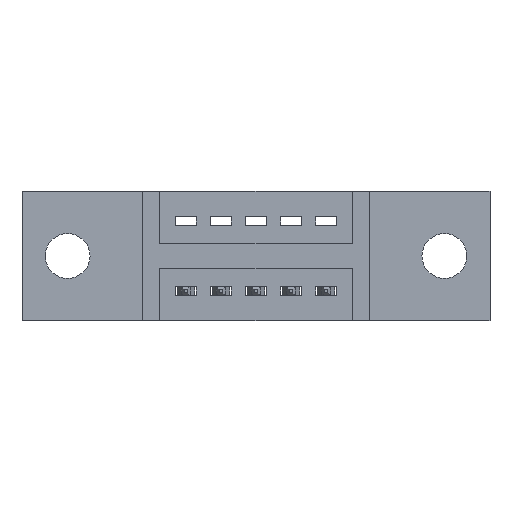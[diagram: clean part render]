
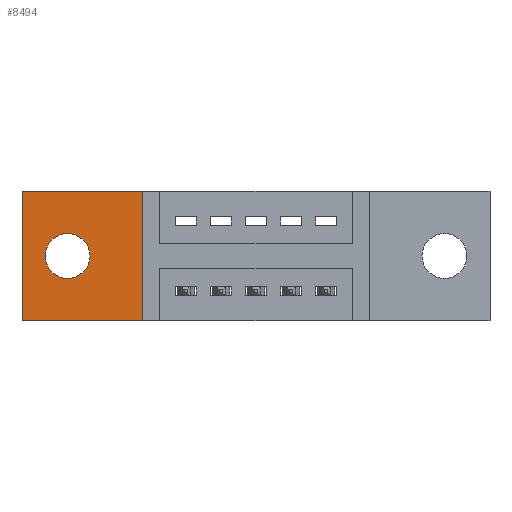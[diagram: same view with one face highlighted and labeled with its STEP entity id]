
A CAD part, front view. The second image highlights one B-rep face of the part: STEP entity #8494.
In plain terms, the highlighted planar face has unit normal (0, -1, 0).
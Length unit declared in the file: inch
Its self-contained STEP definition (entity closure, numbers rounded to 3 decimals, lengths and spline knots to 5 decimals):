
#24 = EDGE_CURVE ( 'NONE', #5847, #5877, #198, .T. ) ;
#198 = LINE ( 'NONE', #4055, #628 ) ;
#386 = EDGE_CURVE ( 'NONE', #3881, #8622, #2646, .T. ) ;
#419 = ORIENTED_EDGE ( 'NONE', *, *, #2465, .T. ) ;
#449 = DIRECTION ( 'NONE',  ( -1., 0., 0. ) ) ;
#579 = FACE_BOUND ( 'NONE', #8047, .T. ) ;
#608 = CIRCLE ( 'NONE', #1591, 0.064 ) ;
#628 = VECTOR ( 'NONE', #1319, 39.37008 ) ;
#691 = EDGE_LOOP ( 'NONE', ( #7408, #1162, #7120, #419 ) ) ;
#707 = DIRECTION ( 'NONE',  ( 0., -1., 0. ) ) ;
#750 = CARTESIAN_POINT ( 'NONE',  ( 0.13, 0.11, -0.185 ) ) ;
#1162 = ORIENTED_EDGE ( 'NONE', *, *, #24, .T. ) ;
#1319 = DIRECTION ( 'NONE',  ( 1., 0., 0. ) ) ;
#1435 = EDGE_CURVE ( 'NONE', #5360, #5847, #4473, .T. ) ;
#1591 = AXIS2_PLACEMENT_3D ( 'NONE', #750, #7025, #5672 ) ;
#1965 = EDGE_CURVE ( 'NONE', #5877, #8253, #8623, .T. ) ;
#2046 = CARTESIAN_POINT ( 'NONE',  ( 0.3425, 0.11, 0. ) ) ;
#2465 = EDGE_CURVE ( 'NONE', #8253, #5360, #6924, .T. ) ;
#2646 = CIRCLE ( 'NONE', #3141, 0.064 ) ;
#2656 = DIRECTION ( 'NONE',  ( 0., -1., 0. ) ) ;
#2749 = CARTESIAN_POINT ( 'NONE',  ( 0., 0.11, -0.37 ) ) ;
#3133 = CARTESIAN_POINT ( 'NONE',  ( 0.13, 0.11, -0.249 ) ) ;
#3141 = AXIS2_PLACEMENT_3D ( 'NONE', #4787, #707, #6875 ) ;
#3479 = VECTOR ( 'NONE', #3939, 39.37008 ) ;
#3881 = VERTEX_POINT ( 'NONE', #3133 ) ;
#3939 = DIRECTION ( 'NONE',  ( 0., 0., 1. ) ) ;
#4055 = CARTESIAN_POINT ( 'NONE',  ( 0., 0.11, -0.37 ) ) ;
#4060 = DIRECTION ( 'NONE',  ( 0., 0., -1. ) ) ;
#4117 = VECTOR ( 'NONE', #449, 39.37008 ) ;
#4473 = LINE ( 'NONE', #7531, #8436 ) ;
#4668 = DIRECTION ( 'NONE',  ( 0., 0., -1. ) ) ;
#4787 = CARTESIAN_POINT ( 'NONE',  ( 0.13, 0.11, -0.185 ) ) ;
#5100 = FACE_OUTER_BOUND ( 'NONE', #691, .T. ) ;
#5180 = CARTESIAN_POINT ( 'NONE',  ( 0., 0.11, 0. ) ) ;
#5198 = AXIS2_PLACEMENT_3D ( 'NONE', #2749, #2656, #4060 ) ;
#5360 = VERTEX_POINT ( 'NONE', #7975 ) ;
#5508 = PLANE ( 'NONE',  #5198 ) ;
#5672 = DIRECTION ( 'NONE',  ( 0., 0., -1. ) ) ;
#5847 = VERTEX_POINT ( 'NONE', #7974 ) ;
#5877 = VERTEX_POINT ( 'NONE', #6000 ) ;
#6000 = CARTESIAN_POINT ( 'NONE',  ( 0.3425, 0.11, -0.37 ) ) ;
#6156 = ORIENTED_EDGE ( 'NONE', *, *, #8825, .F. ) ;
#6665 = CARTESIAN_POINT ( 'NONE',  ( 0.3425, 0.11, 0. ) ) ;
#6875 = DIRECTION ( 'NONE',  ( 0., 0., -1. ) ) ;
#6924 = LINE ( 'NONE', #5180, #4117 ) ;
#7025 = DIRECTION ( 'NONE',  ( 0., -1., 0. ) ) ;
#7120 = ORIENTED_EDGE ( 'NONE', *, *, #1965, .T. ) ;
#7237 = CARTESIAN_POINT ( 'NONE',  ( 0.13, 0.11, -0.121 ) ) ;
#7408 = ORIENTED_EDGE ( 'NONE', *, *, #1435, .T. ) ;
#7531 = CARTESIAN_POINT ( 'NONE',  ( 0., 0.11, 0. ) ) ;
#7547 = ORIENTED_EDGE ( 'NONE', *, *, #386, .F. ) ;
#7974 = CARTESIAN_POINT ( 'NONE',  ( 0., 0.11, -0.37 ) ) ;
#7975 = CARTESIAN_POINT ( 'NONE',  ( 0., 0.11, 0. ) ) ;
#8047 = EDGE_LOOP ( 'NONE', ( #6156, #7547 ) ) ;
#8253 = VERTEX_POINT ( 'NONE', #2046 ) ;
#8436 = VECTOR ( 'NONE', #4668, 39.37008 ) ;
#8494 = ADVANCED_FACE ( 'NONE', ( #579, #5100 ), #5508, .T. ) ;
#8622 = VERTEX_POINT ( 'NONE', #7237 ) ;
#8623 = LINE ( 'NONE', #6665, #3479 ) ;
#8825 = EDGE_CURVE ( 'NONE', #8622, #3881, #608, .T. ) ;
